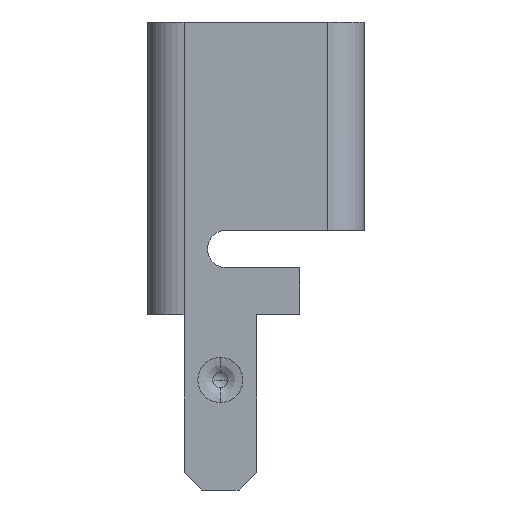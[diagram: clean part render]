
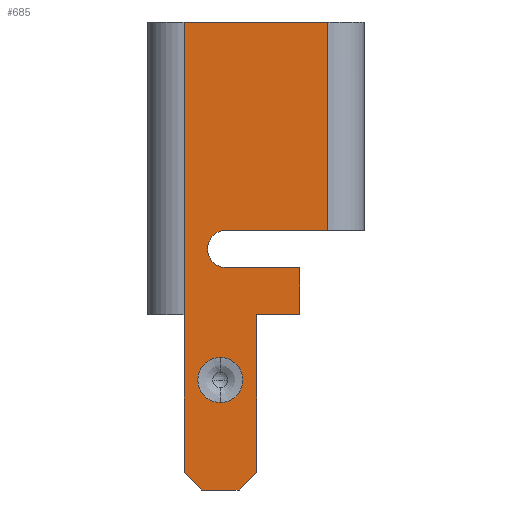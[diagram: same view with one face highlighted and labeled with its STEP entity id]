
A CAD part, front view. The second image highlights one B-rep face of the part: STEP entity #685.
In plain terms, the highlighted planar face has unit normal (0, -1, 0).
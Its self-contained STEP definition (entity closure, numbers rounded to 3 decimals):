
#119 = EDGE_CURVE('',#120,#122,#124,.T.);
#120 = VERTEX_POINT('',#121);
#121 = CARTESIAN_POINT('',(0.026,-1.825,
    -0.854));
#122 = VERTEX_POINT('',#123);
#123 = CARTESIAN_POINT('',(0.026,-1.825,
    -1.832));
#124 = CIRCLE('',#125,0.489);
#125 = AXIS2_PLACEMENT_3D('',#126,#127,#128);
#126 = CARTESIAN_POINT('',(0.026,-1.825,-1.343)
  );
#127 = DIRECTION('',(0.,-1.,0.));
#128 = DIRECTION('',(0.,0.,1.));
#486 = VERTEX_POINT('',#487);
#487 = CARTESIAN_POINT('',(0.154,-1.825,1.908));
#505 = VERTEX_POINT('',#506);
#506 = CARTESIAN_POINT('',(-0.253,-1.825,1.502));
#512 = EDGE_CURVE('',#505,#486,#513,.T.);
#513 = CIRCLE('',#514,0.406);
#514 = AXIS2_PLACEMENT_3D('',#515,#516,#517);
#515 = CARTESIAN_POINT('',(0.154,-1.825,1.502));
#516 = DIRECTION('',(0.,1.,0.));
#517 = DIRECTION('',(-1.,0.,0.));
#685 = ADVANCED_FACE('',(#686,#792),#802,.F.);
#686 = FACE_BOUND('',#687,.T.);
#687 = EDGE_LOOP('',(#688,#698,#706,#714,#722,#730,#738,#746,#754,#761,
    #762,#770,#778,#786));
#688 = ORIENTED_EDGE('',*,*,#689,.T.);
#689 = EDGE_CURVE('',#690,#692,#694,.T.);
#690 = VERTEX_POINT('',#691);
#691 = CARTESIAN_POINT('',(-0.762,-1.825,0.079));
#692 = VERTEX_POINT('',#693);
#693 = CARTESIAN_POINT('',(-0.762,-1.825,-3.35));
#694 = LINE('',#695,#696);
#695 = CARTESIAN_POINT('',(-0.762,-1.825,0.08));
#696 = VECTOR('',#697,1.);
#697 = DIRECTION('',(0.,0.,-1.));
#698 = ORIENTED_EDGE('',*,*,#699,.T.);
#699 = EDGE_CURVE('',#692,#700,#702,.T.);
#700 = VERTEX_POINT('',#701);
#701 = CARTESIAN_POINT('',(-0.381,-1.825,-3.731));
#702 = LINE('',#703,#704);
#703 = CARTESIAN_POINT('',(-0.381,-1.825,-3.731));
#704 = VECTOR('',#705,1.);
#705 = DIRECTION('',(0.707,0.,-0.707
    ));
#706 = ORIENTED_EDGE('',*,*,#707,.T.);
#707 = EDGE_CURVE('',#700,#708,#710,.T.);
#708 = VERTEX_POINT('',#709);
#709 = CARTESIAN_POINT('',(0.432,-1.825,-3.731));
#710 = LINE('',#711,#712);
#711 = CARTESIAN_POINT('',(-0.762,-1.825,-3.731));
#712 = VECTOR('',#713,1.);
#713 = DIRECTION('',(1.,0.,0.));
#714 = ORIENTED_EDGE('',*,*,#715,.T.);
#715 = EDGE_CURVE('',#708,#716,#718,.T.);
#716 = VERTEX_POINT('',#717);
#717 = CARTESIAN_POINT('',(0.813,-1.825,-3.35));
#718 = LINE('',#719,#720);
#719 = CARTESIAN_POINT('',(0.813,-1.825,-3.35));
#720 = VECTOR('',#721,1.);
#721 = DIRECTION('',(0.707,0.,0.707)
  );
#722 = ORIENTED_EDGE('',*,*,#723,.T.);
#723 = EDGE_CURVE('',#716,#724,#726,.T.);
#724 = VERTEX_POINT('',#725);
#725 = CARTESIAN_POINT('',(0.813,-1.825,0.079));
#726 = LINE('',#727,#728);
#727 = CARTESIAN_POINT('',(0.813,-1.825,0.079));
#728 = VECTOR('',#729,1.);
#729 = DIRECTION('',(0.,0.,1.));
#730 = ORIENTED_EDGE('',*,*,#731,.T.);
#731 = EDGE_CURVE('',#724,#732,#734,.T.);
#732 = VERTEX_POINT('',#733);
#733 = CARTESIAN_POINT('',(1.754,-1.825,0.079));
#734 = LINE('',#735,#736);
#735 = CARTESIAN_POINT('',(1.754,-1.825,0.08));
#736 = VECTOR('',#737,1.);
#737 = DIRECTION('',(1.,0.,0.));
#738 = ORIENTED_EDGE('',*,*,#739,.T.);
#739 = EDGE_CURVE('',#732,#740,#742,.T.);
#740 = VERTEX_POINT('',#741);
#741 = CARTESIAN_POINT('',(1.754,-1.825,1.096));
#742 = LINE('',#743,#744);
#743 = CARTESIAN_POINT('',(1.754,-1.825,0.08));
#744 = VECTOR('',#745,1.);
#745 = DIRECTION('',(0.,0.,1.));
#746 = ORIENTED_EDGE('',*,*,#747,.T.);
#747 = EDGE_CURVE('',#740,#748,#750,.T.);
#748 = VERTEX_POINT('',#749);
#749 = CARTESIAN_POINT('',(0.154,-1.825,1.096));
#750 = LINE('',#751,#752);
#751 = CARTESIAN_POINT('',(1.754,-1.825,1.096));
#752 = VECTOR('',#753,1.);
#753 = DIRECTION('',(-1.,0.,0.));
#754 = ORIENTED_EDGE('',*,*,#755,.T.);
#755 = EDGE_CURVE('',#748,#505,#756,.T.);
#756 = CIRCLE('',#757,0.406);
#757 = AXIS2_PLACEMENT_3D('',#758,#759,#760);
#758 = CARTESIAN_POINT('',(0.154,-1.825,1.502));
#759 = DIRECTION('',(0.,1.,0.));
#760 = DIRECTION('',(-1.,0.,0.));
#761 = ORIENTED_EDGE('',*,*,#512,.T.);
#762 = ORIENTED_EDGE('',*,*,#763,.T.);
#763 = EDGE_CURVE('',#486,#764,#766,.T.);
#764 = VERTEX_POINT('',#765);
#765 = CARTESIAN_POINT('',(2.362,-1.825,1.908));
#766 = LINE('',#767,#768);
#767 = CARTESIAN_POINT('',(0.154,-1.825,1.908));
#768 = VECTOR('',#769,1.);
#769 = DIRECTION('',(1.,0.,0.));
#770 = ORIENTED_EDGE('',*,*,#771,.F.);
#771 = EDGE_CURVE('',#772,#764,#774,.T.);
#772 = VERTEX_POINT('',#773);
#773 = CARTESIAN_POINT('',(2.362,-1.825,6.43));
#774 = LINE('',#775,#776);
#775 = CARTESIAN_POINT('',(2.362,-1.825,6.43));
#776 = VECTOR('',#777,1.);
#777 = DIRECTION('',(0.,0.,-1.));
#778 = ORIENTED_EDGE('',*,*,#779,.F.);
#779 = EDGE_CURVE('',#780,#772,#782,.T.);
#780 = VERTEX_POINT('',#781);
#781 = CARTESIAN_POINT('',(-0.762,-1.825,6.43));
#782 = LINE('',#783,#784);
#783 = CARTESIAN_POINT('',(-0.762,-1.825,6.43));
#784 = VECTOR('',#785,1.);
#785 = DIRECTION('',(1.,0.,0.));
#786 = ORIENTED_EDGE('',*,*,#787,.T.);
#787 = EDGE_CURVE('',#780,#690,#788,.T.);
#788 = LINE('',#789,#790);
#789 = CARTESIAN_POINT('',(-0.762,-1.825,6.43));
#790 = VECTOR('',#791,1.);
#791 = DIRECTION('',(0.,0.,-1.));
#792 = FACE_BOUND('',#793,.T.);
#793 = EDGE_LOOP('',(#794,#795));
#794 = ORIENTED_EDGE('',*,*,#119,.F.);
#795 = ORIENTED_EDGE('',*,*,#796,.F.);
#796 = EDGE_CURVE('',#122,#120,#797,.T.);
#797 = CIRCLE('',#798,0.489);
#798 = AXIS2_PLACEMENT_3D('',#799,#800,#801);
#799 = CARTESIAN_POINT('',(0.026,-1.825,-1.343)
  );
#800 = DIRECTION('',(0.,-1.,0.));
#801 = DIRECTION('',(0.,0.,1.));
#802 = PLANE('',#803);
#803 = AXIS2_PLACEMENT_3D('',#804,#805,#806);
#804 = CARTESIAN_POINT('',(-0.762,-1.825,6.43));
#805 = DIRECTION('',(0.,1.,0.));
#806 = DIRECTION('',(-1.,0.,0.));
